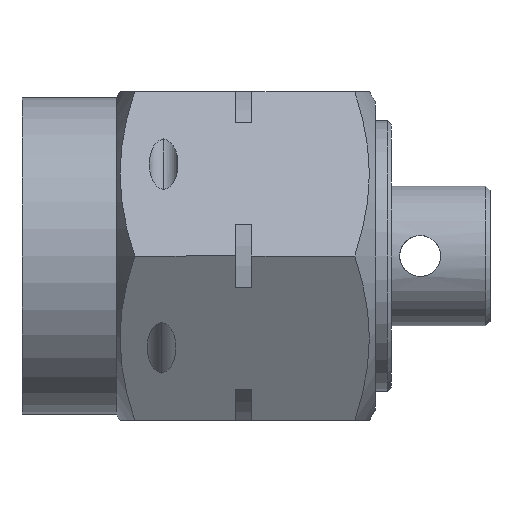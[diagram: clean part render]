
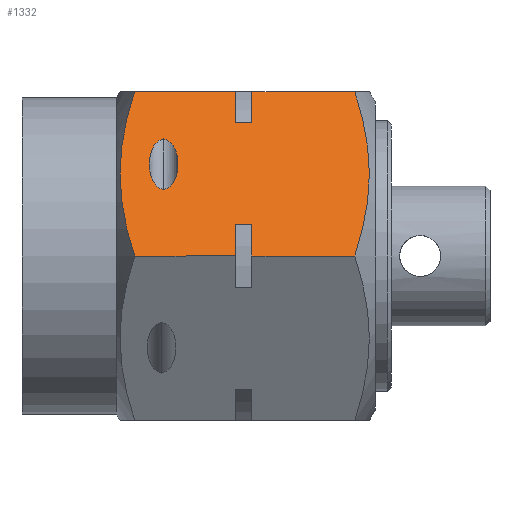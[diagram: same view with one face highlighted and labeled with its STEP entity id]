
A CAD part, front view. The second image highlights one B-rep face of the part: STEP entity #1332.
In plain terms, the highlighted face is planar.
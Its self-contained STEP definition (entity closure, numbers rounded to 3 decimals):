
#11 = CARTESIAN_POINT ( 'NONE',  ( 0., -4.62, -8.105 ) ) ;
#29 = CARTESIAN_POINT ( 'NONE',  ( 2.685, -3.07, -8.461 ) ) ;
#57 = CARTESIAN_POINT ( 'NONE',  ( 0.759, -4.182, 3.522 ) ) ;
#67 = CARTESIAN_POINT ( 'NONE',  ( 0.657, -4.241, -8.304 ) ) ;
#198 = CARTESIAN_POINT ( 'NONE',  ( 1.628, -3.68, -3.45 ) ) ;
#220 = VECTOR ( 'NONE', #3328, 1000. ) ;
#302 = CARTESIAN_POINT ( 'NONE',  ( 3.242, -2.748, 3.522 ) ) ;
#309 = CARTESIAN_POINT ( 'NONE',  ( 3.242, -2.748, -5.6 ) ) ;
#314 = VECTOR ( 'NONE', #1366, 1000. ) ;
#400 = DIRECTION ( 'NONE',  ( 0.5, -0.866, 0. ) ) ;
#420 = CARTESIAN_POINT ( 'NONE',  ( 0., -4.62, 1.4 ) ) ;
#451 = FACE_BOUND ( 'NONE', #625, .T. ) ;
#454 = CARTESIAN_POINT ( 'NONE',  ( 4.001, -2.31, 1.4 ) ) ;
#470 = EDGE_CURVE ( 'NONE', #2459, #2796, #1237, .T. ) ;
#472 = CARTESIAN_POINT ( 'NONE',  ( 4.001, -2.31, -5.2 ) ) ;
#510 = VERTEX_POINT ( 'NONE', #309 ) ;
#534 = CARTESIAN_POINT ( 'NONE',  ( 2.841, -2.98, -2.75 ) ) ;
#542 = DIRECTION ( 'NONE',  ( 0., 0., -1. ) ) ;
#564 = ORIENTED_EDGE ( 'NONE', *, *, #3250, .F. ) ;
#625 = EDGE_LOOP ( 'NONE', ( #2431, #2714 ) ) ;
#632 = CARTESIAN_POINT ( 'NONE',  ( 0., -4.62, -2.745 ) ) ;
#643 = CARTESIAN_POINT ( 'NONE',  ( 1.324, -3.855, -8.428 ) ) ;
#688 = LINE ( 'NONE', #2314, #2774 ) ;
#714 = EDGE_CURVE ( 'NONE', #2796, #3372, #3013, .T. ) ;
#813 = ORIENTED_EDGE ( 'NONE', *, *, #1012, .T. ) ;
#872 = CARTESIAN_POINT ( 'NONE',  ( 2.841, -2.98, -4.15 ) ) ;
#959 = CARTESIAN_POINT ( 'NONE',  ( 0., -4.62, -8.105 ) ) ;
#1003 = CARTESIAN_POINT ( 'NONE',  ( 0., -4.62, -5.2 ) ) ;
#1012 = EDGE_CURVE ( 'NONE', #1999, #1606, #1079, .T. ) ;
#1029 = CARTESIAN_POINT ( 'NONE',  ( 4.001, -2.31, 1.4 ) ) ;
#1079 = LINE ( 'NONE', #1239, #220 ) ;
#1086 = CARTESIAN_POINT ( 'NONE',  ( 4.001, -2.31, -8.105 ) ) ;
#1093 = ORIENTED_EDGE ( 'NONE', *, *, #1847, .T. ) ;
#1112 = ORIENTED_EDGE ( 'NONE', *, *, #3382, .T. ) ;
#1117 = CARTESIAN_POINT ( 'NONE',  ( 1.628, -3.68, -3.45 ) ) ;
#1125 = LINE ( 'NONE', #454, #3829 ) ;
#1178 = LINE ( 'NONE', #1769, #2916 ) ;
#1184 = CARTESIAN_POINT ( 'NONE',  ( 1.628, -3.68, -4.15 ) ) ;
#1237 = LINE ( 'NONE', #1522, #2962 ) ;
#1239 = CARTESIAN_POINT ( 'NONE',  ( 4.001, -2.31, -5.2 ) ) ;
#1244 = VERTEX_POINT ( 'NONE', #632 ) ;
#1257 = ORIENTED_EDGE ( 'NONE', *, *, #2224, .T. ) ;
#1286 = AXIS2_PLACEMENT_3D ( 'NONE', #1029, #400, #1914 ) ;
#1298 = ORIENTED_EDGE ( 'NONE', *, *, #1422, .T. ) ;
#1299 = EDGE_CURVE ( 'NONE', #1497, #3372, #3221, .T. ) ;
#1311 = VERTEX_POINT ( 'NONE', #1958 ) ;
#1327 = VERTEX_POINT ( 'NONE', #1003 ) ;
#1332 = ADVANCED_FACE ( 'NONE', ( #451, #2352 ), #1342, .T. ) ;
#1335 = DIRECTION ( 'NONE',  ( 0., 0., -1. ) ) ;
#1342 = PLANE ( 'NONE',  #1286 ) ;
#1345 = CARTESIAN_POINT ( 'NONE',  ( 4.001, -2.31, -2.745 ) ) ;
#1366 = DIRECTION ( 'NONE',  ( 0., 0., -1. ) ) ;
#1377 = CARTESIAN_POINT ( 'NONE',  ( 0., -4.62, -2.745 ) ) ;
#1380 = DIRECTION ( 'NONE',  ( -0.866, -0.5, 0. ) ) ;
#1422 = EDGE_CURVE ( 'NONE', #1941, #510, #688, .T. ) ;
#1472 = VECTOR ( 'NONE', #2080, 1000. ) ;
#1497 = VERTEX_POINT ( 'NONE', #1086 ) ;
#1499 = EDGE_CURVE ( 'NONE', #3301, #1311, #3157, .T. ) ;
#1520 = VECTOR ( 'NONE', #3067, 1000. ) ;
#1522 = CARTESIAN_POINT ( 'NONE',  ( 4.001, -2.31, -5.6 ) ) ;
#1537 = DIRECTION ( 'NONE',  ( -0.866, -0.5, 0. ) ) ;
#1591 = EDGE_CURVE ( 'NONE', #1311, #3301, #2231, .T. ) ;
#1606 = VERTEX_POINT ( 'NONE', #1775 ) ;
#1610 = LINE ( 'NONE', #57, #1520 ) ;
#1643 = VECTOR ( 'NONE', #3911, 1000. ) ;
#1769 = CARTESIAN_POINT ( 'NONE',  ( 4.001, -2.31, 1.4 ) ) ;
#1772 = EDGE_CURVE ( 'NONE', #1941, #1497, #1125, .T. ) ;
#1775 = CARTESIAN_POINT ( 'NONE',  ( 4.001, -2.31, -5.2 ) ) ;
#1847 = EDGE_CURVE ( 'NONE', #1244, #1327, #3000, .T. ) ;
#1895 = CARTESIAN_POINT ( 'NONE',  ( 1.664, -3.659, -8.462 ) ) ;
#1902 = EDGE_LOOP ( 'NONE', ( #1112, #813, #564, #3861, #1093, #3089, #1257, #2186, #3306, #2533, #2268, #1298 ) ) ;
#1914 = DIRECTION ( 'NONE',  ( -0.866, -0.5, 0. ) ) ;
#1941 = VERTEX_POINT ( 'NONE', #3504 ) ;
#1958 = CARTESIAN_POINT ( 'NONE',  ( 2.841, -2.98, -3.45 ) ) ;
#1995 = CARTESIAN_POINT ( 'NONE',  ( 3.344, -2.689, -2.546 ) ) ;
#1999 = VERTEX_POINT ( 'NONE', #3843 ) ;
#2022 = LINE ( 'NONE', #302, #1643 ) ;
#2051 = CARTESIAN_POINT ( 'NONE',  ( 2.841, -2.98, -3.45 ) ) ;
#2075 = CARTESIAN_POINT ( 'NONE',  ( 1.628, -3.68, -3.45 ) ) ;
#2080 = DIRECTION ( 'NONE',  ( 0., 0., -1. ) ) ;
#2186 = ORIENTED_EDGE ( 'NONE', *, *, #470, .T. ) ;
#2224 = EDGE_CURVE ( 'NONE', #3550, #2459, #1610, .T. ) ;
#2231 =( BOUNDED_CURVE ( )  B_SPLINE_CURVE ( 3, ( #2981, #872, #1184, #2075 ),
 .UNSPECIFIED., .F., .T. ) 
 B_SPLINE_CURVE_WITH_KNOTS ( ( 4, 4 ),
 ( 3.142, 6.283 ),
 .UNSPECIFIED. ) 
 CURVE ( )  GEOMETRIC_REPRESENTATION_ITEM ( )  RATIONAL_B_SPLINE_CURVE ( ( 1., 0.333, 0.333, 1. ) ) 
 REPRESENTATION_ITEM ( '' )  );
#2237 = DIRECTION ( 'NONE',  ( 0.866, 0.5, 0. ) ) ;
#2246 = CARTESIAN_POINT ( 'NONE',  ( 0.653, -4.243, -2.527 ) ) ;
#2268 = ORIENTED_EDGE ( 'NONE', *, *, #1772, .F. ) ;
#2314 = CARTESIAN_POINT ( 'NONE',  ( 4.001, -2.31, -5.6 ) ) ;
#2322 = CARTESIAN_POINT ( 'NONE',  ( 1.316, -3.86, -2.388 ) ) ;
#2352 = FACE_OUTER_BOUND ( 'NONE', #1902, .T. ) ;
#2431 = ORIENTED_EDGE ( 'NONE', *, *, #1499, .T. ) ;
#2459 = VERTEX_POINT ( 'NONE', #2480 ) ;
#2480 = CARTESIAN_POINT ( 'NONE',  ( 0.759, -4.182, -5.6 ) ) ;
#2511 = CARTESIAN_POINT ( 'NONE',  ( 0., -4.62, -5.6 ) ) ;
#2533 = ORIENTED_EDGE ( 'NONE', *, *, #1299, .F. ) ;
#2567 = VECTOR ( 'NONE', #2237, 1000. ) ;
#2591 = CARTESIAN_POINT ( 'NONE',  ( 4.001, -2.31, -2.745 ) ) ;
#2604 = CARTESIAN_POINT ( 'NONE',  ( 2.677, -3.075, -2.421 ) ) ;
#2691 = CARTESIAN_POINT ( 'NONE',  ( 1.628, -3.68, -2.75 ) ) ;
#2714 = ORIENTED_EDGE ( 'NONE', *, *, #1591, .T. ) ;
#2757 = B_SPLINE_CURVE_WITH_KNOTS ( 'NONE', 3,
 ( #1377, #2246, #2322, #3180, #2604, #1995, #3777, #2591 ),
 .UNSPECIFIED., .F., .F.,
 ( 4, 2, 2, 4 ),
 ( 0., 0.002, 0.003, 0.005 ),
 .UNSPECIFIED. ) ;
#2774 = VECTOR ( 'NONE', #1380, 1000. ) ;
#2796 = VERTEX_POINT ( 'NONE', #2511 ) ;
#2797 = CARTESIAN_POINT ( 'NONE',  ( 0.327, -4.431, -8.214 ) ) ;
#2916 = VECTOR ( 'NONE', #542, 1000. ) ;
#2962 = VECTOR ( 'NONE', #1537, 1000. ) ;
#2981 = CARTESIAN_POINT ( 'NONE',  ( 2.841, -2.98, -3.45 ) ) ;
#2982 = EDGE_CURVE ( 'NONE', #1327, #3550, #3340, .T. ) ;
#3000 = LINE ( 'NONE', #420, #314 ) ;
#3013 = LINE ( 'NONE', #3844, #1472 ) ;
#3067 = DIRECTION ( 'NONE',  ( 0., 0., -1. ) ) ;
#3089 = ORIENTED_EDGE ( 'NONE', *, *, #2982, .T. ) ;
#3157 =( BOUNDED_CURVE ( )  B_SPLINE_CURVE ( 3, ( #1117, #2691, #534, #2051 ),
 .UNSPECIFIED., .F., .T. ) 
 B_SPLINE_CURVE_WITH_KNOTS ( ( 4, 4 ),
 ( 0., 3.142 ),
 .UNSPECIFIED. ) 
 CURVE ( )  GEOMETRIC_REPRESENTATION_ITEM ( )  RATIONAL_B_SPLINE_CURVE ( ( 1., 0.333, 0.333, 1. ) ) 
 REPRESENTATION_ITEM ( '' )  );
#3180 = CARTESIAN_POINT ( 'NONE',  ( 2.337, -3.271, -2.387 ) ) ;
#3221 = B_SPLINE_CURVE_WITH_KNOTS ( 'NONE', 3,
 ( #3389, #3675, #29, #1895, #643, #67, #2797, #959 ),
 .UNSPECIFIED., .F., .F.,
 ( 4, 2, 2, 4 ),
 ( 0., 0.002, 0.003, 0.005 ),
 .UNSPECIFIED. ) ;
#3250 = EDGE_CURVE ( 'NONE', #3867, #1606, #1178, .T. ) ;
#3301 = VERTEX_POINT ( 'NONE', #198 ) ;
#3306 = ORIENTED_EDGE ( 'NONE', *, *, #714, .T. ) ;
#3328 = DIRECTION ( 'NONE',  ( 0.866, 0.5, 0. ) ) ;
#3340 = LINE ( 'NONE', #472, #2567 ) ;
#3372 = VERTEX_POINT ( 'NONE', #11 ) ;
#3382 = EDGE_CURVE ( 'NONE', #510, #1999, #2022, .T. ) ;
#3389 = CARTESIAN_POINT ( 'NONE',  ( 4.001, -2.31, -8.105 ) ) ;
#3399 = EDGE_CURVE ( 'NONE', #1244, #3867, #2757, .T. ) ;
#3500 = CARTESIAN_POINT ( 'NONE',  ( 0.759, -4.182, -5.2 ) ) ;
#3504 = CARTESIAN_POINT ( 'NONE',  ( 4.001, -2.31, -5.6 ) ) ;
#3550 = VERTEX_POINT ( 'NONE', #3500 ) ;
#3675 = CARTESIAN_POINT ( 'NONE',  ( 3.348, -2.687, -8.322 ) ) ;
#3777 = CARTESIAN_POINT ( 'NONE',  ( 3.674, -2.499, -2.636 ) ) ;
#3829 = VECTOR ( 'NONE', #1335, 1000. ) ;
#3843 = CARTESIAN_POINT ( 'NONE',  ( 3.242, -2.748, -5.2 ) ) ;
#3844 = CARTESIAN_POINT ( 'NONE',  ( 0., -4.62, 1.4 ) ) ;
#3861 = ORIENTED_EDGE ( 'NONE', *, *, #3399, .F. ) ;
#3867 = VERTEX_POINT ( 'NONE', #1345 ) ;
#3911 = DIRECTION ( 'NONE',  ( 0., 0., 1. ) ) ;
